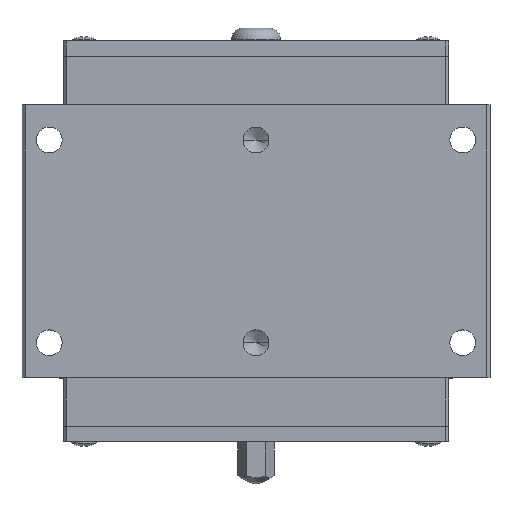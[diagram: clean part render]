
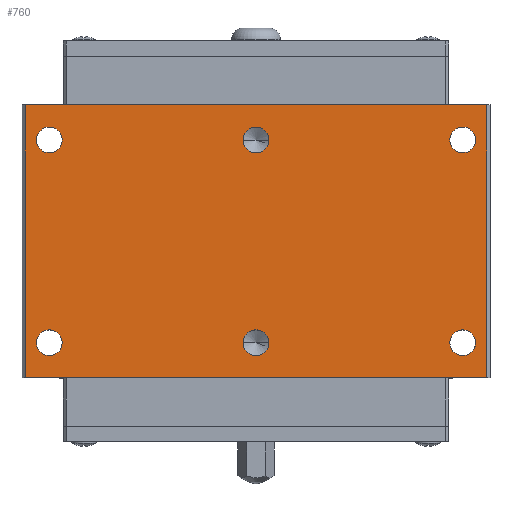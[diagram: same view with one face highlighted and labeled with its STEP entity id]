
A CAD part, top view. The second image highlights one B-rep face of the part: STEP entity #760.
In plain terms, the highlighted planar face has unit normal (0, 0, 1).
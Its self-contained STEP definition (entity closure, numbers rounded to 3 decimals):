
#760=ADVANCED_FACE('',(#1562,#1563,#1564,#1565,#1566,#1567,#1568),#1569,.T.);
#1562=FACE_BOUND('',#2422,.T.);
#1563=FACE_BOUND('',#2423,.T.);
#1564=FACE_BOUND('',#2424,.T.);
#1565=FACE_BOUND('',#2425,.T.);
#1566=FACE_OUTER_BOUND('',#2426,.T.);
#1567=FACE_BOUND('',#2427,.T.);
#1568=FACE_BOUND('',#2428,.T.);
#1569=PLANE('',#2429);
#2422=EDGE_LOOP('',(#4743,#4744));
#2423=EDGE_LOOP('',(#4745,#4746));
#2424=EDGE_LOOP('',(#4747,#4748));
#2425=EDGE_LOOP('',(#4749,#4750));
#2426=EDGE_LOOP('',(#4751,#4752,#4753,#4754));
#2427=EDGE_LOOP('',(#4755,#4756));
#2428=EDGE_LOOP('',(#4757,#4758));
#2429=AXIS2_PLACEMENT_3D('',#4759,#4760,#4761);
#4743=ORIENTED_EDGE('',*,*,#5689,.T.);
#4744=ORIENTED_EDGE('',*,*,#5049,.T.);
#4745=ORIENTED_EDGE('',*,*,#5693,.T.);
#4746=ORIENTED_EDGE('',*,*,#5041,.T.);
#4747=ORIENTED_EDGE('',*,*,#5002,.T.);
#4748=ORIENTED_EDGE('',*,*,#5870,.T.);
#4749=ORIENTED_EDGE('',*,*,#4996,.T.);
#4750=ORIENTED_EDGE('',*,*,#5872,.T.);
#4751=ORIENTED_EDGE('',*,*,#5763,.T.);
#4752=ORIENTED_EDGE('',*,*,#5874,.T.);
#4753=ORIENTED_EDGE('',*,*,#5792,.T.);
#4754=ORIENTED_EDGE('',*,*,#5876,.F.);
#4755=ORIENTED_EDGE('',*,*,#5014,.T.);
#4756=ORIENTED_EDGE('',*,*,#5866,.T.);
#4757=ORIENTED_EDGE('',*,*,#5008,.T.);
#4758=ORIENTED_EDGE('',*,*,#5868,.T.);
#4759=CARTESIAN_POINT('',(0.0,43.201,17.0));
#4760=DIRECTION('',(0.0,0.0,1.0));
#4761=DIRECTION('',(-1.0,0.0,0.0));
#4996=EDGE_CURVE('',#5961,#5967,#5969,.T.);
#5002=EDGE_CURVE('',#5972,#5978,#5980,.T.);
#5008=EDGE_CURVE('',#5983,#5989,#5991,.T.);
#5014=EDGE_CURVE('',#5994,#6000,#6002,.T.);
#5041=EDGE_CURVE('',#6051,#6048,#6052,.T.);
#5049=EDGE_CURVE('',#6064,#6061,#6065,.T.);
#5689=EDGE_CURVE('',#6061,#6064,#7037,.T.);
#5693=EDGE_CURVE('',#6048,#6051,#7041,.T.);
#5763=EDGE_CURVE('',#7124,#7122,#7125,.T.);
#5792=EDGE_CURVE('',#7172,#7170,#7173,.T.);
#5866=EDGE_CURVE('',#6000,#5994,#7266,.T.);
#5868=EDGE_CURVE('',#5989,#5983,#7268,.T.);
#5870=EDGE_CURVE('',#5978,#5972,#7270,.T.);
#5872=EDGE_CURVE('',#5967,#5961,#7272,.T.);
#5874=EDGE_CURVE('',#7122,#7172,#7274,.T.);
#5876=EDGE_CURVE('',#7124,#7170,#7276,.T.);
#5961=VERTEX_POINT('',#7393);
#5967=VERTEX_POINT('',#7400);
#5969=CIRCLE('',#7403,1.65);
#5972=VERTEX_POINT('',#7406);
#5978=VERTEX_POINT('',#7413);
#5980=CIRCLE('',#7416,1.65);
#5983=VERTEX_POINT('',#7419);
#5989=VERTEX_POINT('',#7426);
#5991=CIRCLE('',#7429,1.65);
#5994=VERTEX_POINT('',#7432);
#6000=VERTEX_POINT('',#7439);
#6002=CIRCLE('',#7442,1.65);
#6048=VERTEX_POINT('',#7496);
#6051=VERTEX_POINT('',#7500);
#6052=CIRCLE('',#7501,1.65);
#6061=VERTEX_POINT('',#7513);
#6064=VERTEX_POINT('',#7517);
#6065=CIRCLE('',#7518,1.65);
#7037=CIRCLE('',#9365,1.65);
#7041=CIRCLE('',#9369,1.65);
#7122=VERTEX_POINT('',#9490);
#7124=VERTEX_POINT('',#9493);
#7125=LINE('',#9494,#9495);
#7170=VERTEX_POINT('',#9560);
#7172=VERTEX_POINT('',#9563);
#7173=LINE('',#9564,#9565);
#7266=CIRCLE('',#9694,1.65);
#7268=CIRCLE('',#9696,1.65);
#7270=CIRCLE('',#9698,1.65);
#7272=CIRCLE('',#9700,1.65);
#7274=LINE('',#9702,#9703);
#7276=LINE('',#9705,#9706);
#7393=CARTESIAN_POINT('',(-24.85,12.701,17.0));
#7400=CARTESIAN_POINT('',(-28.15,12.701,17.0));
#7403=AXIS2_PLACEMENT_3D('',#9849,#9850,#9851);
#7406=CARTESIAN_POINT('',(-24.85,38.701,17.0));
#7413=CARTESIAN_POINT('',(-28.15,38.701,17.0));
#7416=AXIS2_PLACEMENT_3D('',#9860,#9861,#9862);
#7419=CARTESIAN_POINT('',(28.15,12.701,17.0));
#7426=CARTESIAN_POINT('',(24.85,12.701,17.0));
#7429=AXIS2_PLACEMENT_3D('',#9871,#9872,#9873);
#7432=CARTESIAN_POINT('',(28.15,38.701,17.0));
#7439=CARTESIAN_POINT('',(24.85,38.701,17.0));
#7442=AXIS2_PLACEMENT_3D('',#9882,#9883,#9884);
#7496=CARTESIAN_POINT('',(1.65,12.701,17.0));
#7500=CARTESIAN_POINT('',(-1.65,12.701,17.0));
#7501=AXIS2_PLACEMENT_3D('',#9930,#9931,#9932);
#7513=CARTESIAN_POINT('',(1.65,38.701,17.0));
#7517=CARTESIAN_POINT('',(-1.65,38.701,17.0));
#7518=AXIS2_PLACEMENT_3D('',#9940,#9941,#9942);
#9365=AXIS2_PLACEMENT_3D('',#10554,#10555,#10556);
#9369=AXIS2_PLACEMENT_3D('',#10560,#10561,#10562);
#9490=CARTESIAN_POINT('',(-29.6,43.201,17.0));
#9493=CARTESIAN_POINT('',(29.6,43.201,17.0));
#9494=CARTESIAN_POINT('',(29.6,43.201,17.0));
#9495=VECTOR('',#10604,1.0);
#9560=CARTESIAN_POINT('',(29.6,8.201,17.0));
#9563=CARTESIAN_POINT('',(-29.6,8.201,17.0));
#9564=CARTESIAN_POINT('',(29.6,8.201,17.0));
#9565=VECTOR('',#10638,1.0);
#9694=AXIS2_PLACEMENT_3D('',#10711,#10712,#10713);
#9696=AXIS2_PLACEMENT_3D('',#10714,#10715,#10716);
#9698=AXIS2_PLACEMENT_3D('',#10717,#10718,#10719);
#9700=AXIS2_PLACEMENT_3D('',#10720,#10721,#10722);
#9702=CARTESIAN_POINT('',(-29.6,43.201,17.0));
#9703=VECTOR('',#10723,1.0);
#9705=CARTESIAN_POINT('',(29.6,43.201,17.0));
#9706=VECTOR('',#10724,1.0);
#9849=CARTESIAN_POINT('',(-26.5,12.701,17.0));
#9850=DIRECTION('',(0.0,0.0,-1.0));
#9851=DIRECTION('',(1.0,0.0,0.0));
#9860=CARTESIAN_POINT('',(-26.5,38.701,17.0));
#9861=DIRECTION('',(0.0,0.0,-1.0));
#9862=DIRECTION('',(1.0,0.0,0.0));
#9871=CARTESIAN_POINT('',(26.5,12.701,17.0));
#9872=DIRECTION('',(0.0,0.0,-1.0));
#9873=DIRECTION('',(1.0,0.0,0.0));
#9882=CARTESIAN_POINT('',(26.5,38.701,17.0));
#9883=DIRECTION('',(0.0,0.0,-1.0));
#9884=DIRECTION('',(1.0,0.0,0.0));
#9930=CARTESIAN_POINT('',(0.0,12.701,17.0));
#9931=DIRECTION('',(0.0,0.0,-1.0));
#9932=DIRECTION('',(1.0,0.0,0.0));
#9940=CARTESIAN_POINT('',(0.0,38.701,17.0));
#9941=DIRECTION('',(0.0,0.0,-1.0));
#9942=DIRECTION('',(1.0,0.0,0.0));
#10554=CARTESIAN_POINT('',(0.0,38.701,17.0));
#10555=DIRECTION('',(0.0,0.0,-1.0));
#10556=DIRECTION('',(1.0,0.0,0.0));
#10560=CARTESIAN_POINT('',(0.0,12.701,17.0));
#10561=DIRECTION('',(0.0,0.0,-1.0));
#10562=DIRECTION('',(1.0,0.0,0.0));
#10604=DIRECTION('',(-1.0,0.0,0.0));
#10638=DIRECTION('',(1.0,0.0,0.0));
#10711=CARTESIAN_POINT('',(26.5,38.701,17.0));
#10712=DIRECTION('',(0.0,0.0,-1.0));
#10713=DIRECTION('',(1.0,0.0,0.0));
#10714=CARTESIAN_POINT('',(26.5,12.701,17.0));
#10715=DIRECTION('',(0.0,0.0,-1.0));
#10716=DIRECTION('',(1.0,0.0,0.0));
#10717=CARTESIAN_POINT('',(-26.5,38.701,17.0));
#10718=DIRECTION('',(0.0,0.0,-1.0));
#10719=DIRECTION('',(1.0,0.0,0.0));
#10720=CARTESIAN_POINT('',(-26.5,12.701,17.0));
#10721=DIRECTION('',(0.0,0.0,-1.0));
#10722=DIRECTION('',(1.0,0.0,0.0));
#10723=DIRECTION('',(0.0,-1.0,0.0));
#10724=DIRECTION('',(0.0,-1.0,0.0));
